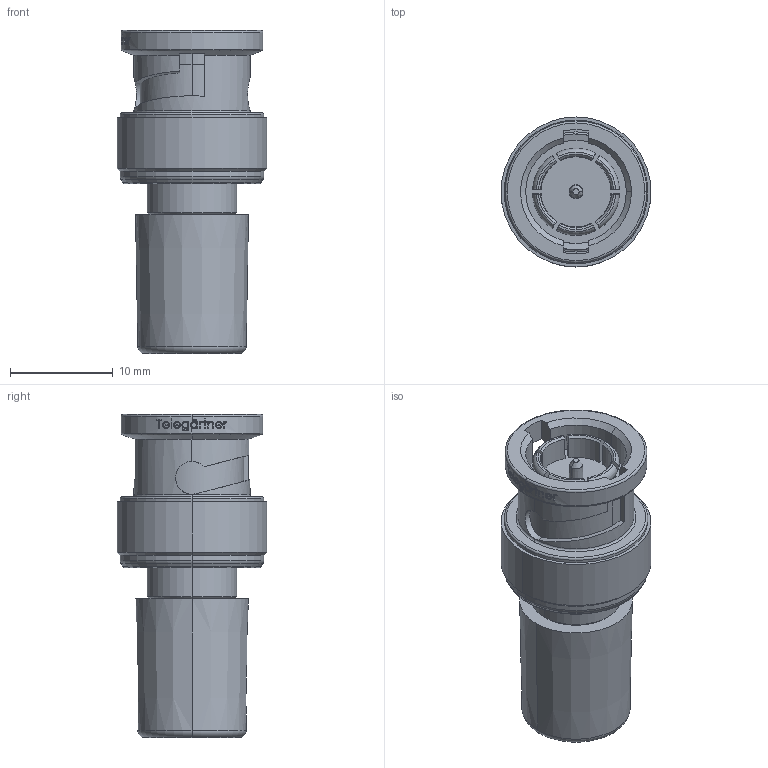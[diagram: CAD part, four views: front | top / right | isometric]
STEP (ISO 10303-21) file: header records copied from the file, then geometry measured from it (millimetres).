
FILE_DESCRIPTION (( 'STEP AP214' ), '1' );
FILE_NAME ('J01006A1269.STEP', '2018-11-19T14:50:26', ( '' ), ( '' ), 'SwSTEP 2.0', 'SolidWorks 2017', '' );
FILE_SCHEMA (( 'AUTOMOTIVE_DESIGN' ));
Length unit declared in the file: millimetre
Products named in the file (1): J01006A1269
Bounding box: 14.6 x 14.6 x 31.45 mm (x, y, z)
Volume: 3140.7 mm3; surface area: 1873.4 mm2
Topology: 1 solids, 1 shells, 323 faces, 842 edges, 550 vertices
Faces by surface type: plane 121, bspline 96, cylinder 60, cone 26, torus 20
Entity records: 17372 total; most frequent: CARTESIAN_POINT 6582, ORIENTED_EDGE 1684, DIRECTION 1208, EDGE_CURVE 842, VERTEX_POINT 550, AXIS2_PLACEMENT_3D 405, LINE 398, VECTOR 398
